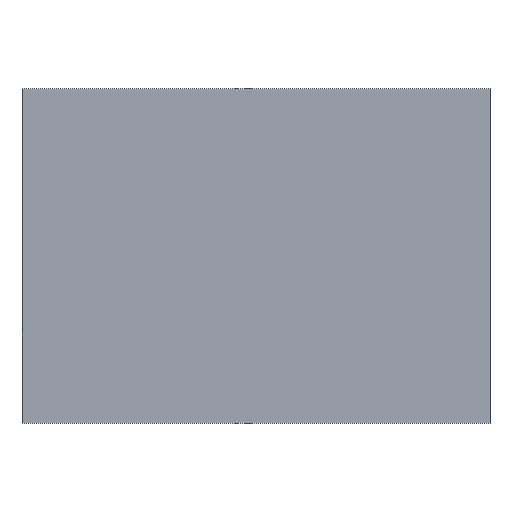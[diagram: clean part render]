
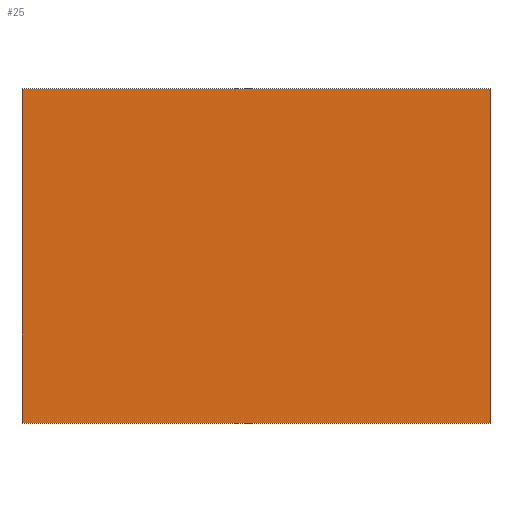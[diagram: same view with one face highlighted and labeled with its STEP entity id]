
A CAD part, top view. The second image highlights one B-rep face of the part: STEP entity #25.
In plain terms, the highlighted planar face has unit normal (0, 0, 1).
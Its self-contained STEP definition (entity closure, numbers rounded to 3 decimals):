
#6 = CARTESIAN_POINT ( 'NONE',  ( 50.446, 29.625, 2.3 ) ) ;
#8 = CARTESIAN_POINT ( 'NONE',  ( 50.446, 19.625, 2.3 ) ) ;
#10 = CARTESIAN_POINT ( 'NONE',  ( 36.446, 19.625, 2.3 ) ) ;
#14 = VERTEX_POINT ( 'NONE', #19 ) ;
#19 = CARTESIAN_POINT ( 'NONE',  ( 50.446, 29.625, 2.3 ) ) ;
#21 = EDGE_CURVE ( 'NONE', #83, #54, #67, .T. ) ;
#24 = CARTESIAN_POINT ( 'NONE',  ( 36.446, 19.625, 2.3 ) ) ;
#25 = ADVANCED_FACE ( 'NONE', ( #183 ), #160, .T. ) ;
#31 = ORIENTED_EDGE ( 'NONE', *, *, #46, .T. ) ;
#35 = LINE ( 'NONE', #120, #155 ) ;
#45 = EDGE_LOOP ( 'NONE', ( #108, #177, #31, #95 ) ) ;
#46 = EDGE_CURVE ( 'NONE', #134, #14, #75, .T. ) ;
#54 = VERTEX_POINT ( 'NONE', #10 ) ;
#56 = VECTOR ( 'NONE', #132, 1000. ) ;
#60 = DIRECTION ( 'NONE',  ( 0., 0., 1. ) ) ;
#64 = DIRECTION ( 'NONE',  ( -1., 0., 0. ) ) ;
#67 = LINE ( 'NONE', #113, #56 ) ;
#71 = DIRECTION ( 'NONE',  ( 1., 0., 0. ) ) ;
#74 = DIRECTION ( 'NONE',  ( 0., 1., 0. ) ) ;
#75 = LINE ( 'NONE', #6, #101 ) ;
#83 = VERTEX_POINT ( 'NONE', #121 ) ;
#95 = ORIENTED_EDGE ( 'NONE', *, *, #192, .T. ) ;
#101 = VECTOR ( 'NONE', #74, 1000. ) ;
#108 = ORIENTED_EDGE ( 'NONE', *, *, #21, .T. ) ;
#113 = CARTESIAN_POINT ( 'NONE',  ( 36.446, 29.625, 2.3 ) ) ;
#120 = CARTESIAN_POINT ( 'NONE',  ( 36.446, 29.625, 2.3 ) ) ;
#121 = CARTESIAN_POINT ( 'NONE',  ( 36.446, 29.625, 2.3 ) ) ;
#127 = EDGE_CURVE ( 'NONE', #54, #134, #165, .T. ) ;
#128 = VECTOR ( 'NONE', #152, 1000. ) ;
#132 = DIRECTION ( 'NONE',  ( 0., -1., 0. ) ) ;
#134 = VERTEX_POINT ( 'NONE', #8 ) ;
#135 = AXIS2_PLACEMENT_3D ( 'NONE', #173, #60, #71 ) ;
#152 = DIRECTION ( 'NONE',  ( 1., 0., 0. ) ) ;
#155 = VECTOR ( 'NONE', #64, 1000. ) ;
#160 = PLANE ( 'NONE',  #135 ) ;
#165 = LINE ( 'NONE', #24, #128 ) ;
#173 = CARTESIAN_POINT ( 'NONE',  ( 0., 0., 2.3 ) ) ;
#177 = ORIENTED_EDGE ( 'NONE', *, *, #127, .T. ) ;
#183 = FACE_OUTER_BOUND ( 'NONE', #45, .T. ) ;
#192 = EDGE_CURVE ( 'NONE', #14, #83, #35, .T. ) ;
